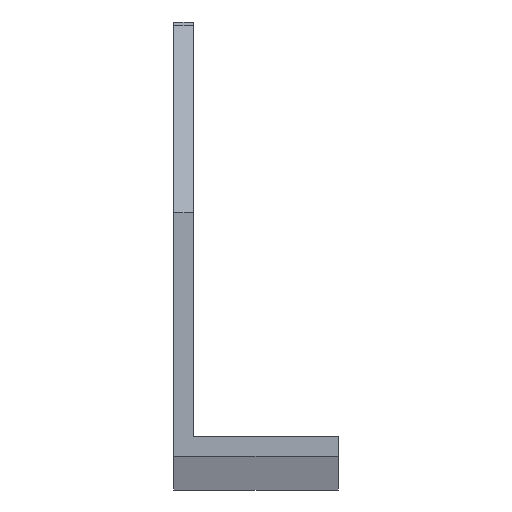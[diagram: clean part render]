
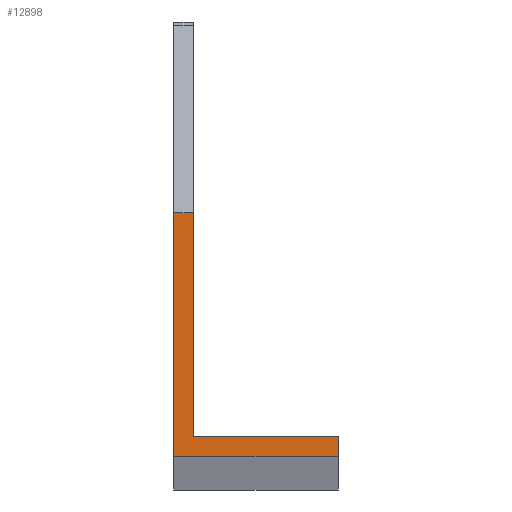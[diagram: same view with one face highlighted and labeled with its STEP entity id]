
A CAD part, top view. The second image highlights one B-rep face of the part: STEP entity #12898.
In plain terms, the highlighted planar face has unit normal (0, 0, 1).
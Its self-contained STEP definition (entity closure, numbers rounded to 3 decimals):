
#189 = VECTOR ( 'NONE', #10134, 1000. ) ;
#206 = DIRECTION ( 'NONE',  ( -1., 0., 0. ) ) ;
#1751 = FACE_OUTER_BOUND ( 'NONE', #11665, .T. ) ;
#1767 = VECTOR ( 'NONE', #2396, 1000. ) ;
#2396 = DIRECTION ( 'NONE',  ( 0., 1., 0. ) ) ;
#2981 = VERTEX_POINT ( 'NONE', #3082 ) ;
#2991 = ORIENTED_EDGE ( 'NONE', *, *, #18846, .T. ) ;
#3082 = CARTESIAN_POINT ( 'NONE',  ( 2., 25.172, 1000. ) ) ;
#3243 = CARTESIAN_POINT ( 'NONE',  ( 2., 0., 1000. ) ) ;
#3506 = EDGE_CURVE ( 'NONE', #7763, #10478, #9294, .T. ) ;
#3527 = LINE ( 'NONE', #10488, #19084 ) ;
#4286 = VECTOR ( 'NONE', #7894, 1000. ) ;
#4445 = CARTESIAN_POINT ( 'NONE',  ( 2., 0., 1000. ) ) ;
#4842 = CARTESIAN_POINT ( 'NONE',  ( 17., 2., 1000. ) ) ;
#5484 = VECTOR ( 'NONE', #15814, 1000. ) ;
#5546 = AXIS2_PLACEMENT_3D ( 'NONE', #4445, #19901, #21616 ) ;
#5711 = CARTESIAN_POINT ( 'NONE',  ( 2., 25.172, 1000. ) ) ;
#7763 = VERTEX_POINT ( 'NONE', #9271 ) ;
#7894 = DIRECTION ( 'NONE',  ( 0., 1., 0. ) ) ;
#9271 = CARTESIAN_POINT ( 'NONE',  ( 17., 0., 1000. ) ) ;
#9294 = LINE ( 'NONE', #3243, #189 ) ;
#10046 = ORIENTED_EDGE ( 'NONE', *, *, #19627, .T. ) ;
#10134 = DIRECTION ( 'NONE',  ( -1., 0., 0. ) ) ;
#10478 = VERTEX_POINT ( 'NONE', #19487 ) ;
#10488 = CARTESIAN_POINT ( 'NONE',  ( 17., 2., 1000. ) ) ;
#11585 = CARTESIAN_POINT ( 'NONE',  ( 2., 0., 1000. ) ) ;
#11665 = EDGE_LOOP ( 'NONE', ( #13191, #15044, #12083, #10046, #19916, #2991 ) ) ;
#12083 = ORIENTED_EDGE ( 'NONE', *, *, #3506, .F. ) ;
#12898 = ADVANCED_FACE ( 'NONE', ( #1751 ), #19677, .T. ) ;
#13191 = ORIENTED_EDGE ( 'NONE', *, *, #20816, .T. ) ;
#13228 = DIRECTION ( 'NONE',  ( 0., 1., 0. ) ) ;
#13268 = LINE ( 'NONE', #5711, #5484 ) ;
#13869 = LINE ( 'NONE', #11585, #19509 ) ;
#13874 = CARTESIAN_POINT ( 'NONE',  ( 0., 25.172, 1000. ) ) ;
#13979 = VERTEX_POINT ( 'NONE', #4842 ) ;
#13994 = LINE ( 'NONE', #14508, #4286 ) ;
#14508 = CARTESIAN_POINT ( 'NONE',  ( 0., 0., 1000. ) ) ;
#14628 = LINE ( 'NONE', #21208, #1767 ) ;
#14688 = VERTEX_POINT ( 'NONE', #15655 ) ;
#15044 = ORIENTED_EDGE ( 'NONE', *, *, #15201, .F. ) ;
#15201 = EDGE_CURVE ( 'NONE', #10478, #21161, #13994, .T. ) ;
#15623 = EDGE_CURVE ( 'NONE', #13979, #14688, #3527, .T. ) ;
#15655 = CARTESIAN_POINT ( 'NONE',  ( 2., 2., 1000. ) ) ;
#15814 = DIRECTION ( 'NONE',  ( -1., 0., 0. ) ) ;
#18846 = EDGE_CURVE ( 'NONE', #14688, #2981, #13869, .T. ) ;
#19084 = VECTOR ( 'NONE', #206, 1000. ) ;
#19487 = CARTESIAN_POINT ( 'NONE',  ( 0., 0., 1000. ) ) ;
#19509 = VECTOR ( 'NONE', #13228, 1000. ) ;
#19627 = EDGE_CURVE ( 'NONE', #7763, #13979, #14628, .T. ) ;
#19677 = PLANE ( 'NONE',  #5546 ) ;
#19901 = DIRECTION ( 'NONE',  ( 0., 0., 1. ) ) ;
#19916 = ORIENTED_EDGE ( 'NONE', *, *, #15623, .T. ) ;
#20816 = EDGE_CURVE ( 'NONE', #2981, #21161, #13268, .T. ) ;
#21161 = VERTEX_POINT ( 'NONE', #13874 ) ;
#21208 = CARTESIAN_POINT ( 'NONE',  ( 17., 0., 1000. ) ) ;
#21616 = DIRECTION ( 'NONE',  ( 1., 0., 0. ) ) ;
